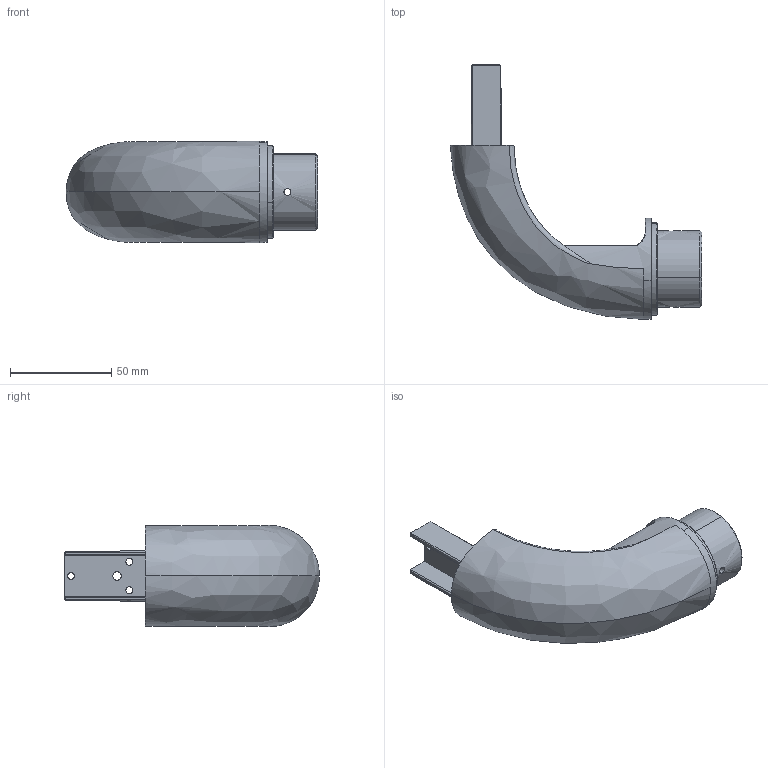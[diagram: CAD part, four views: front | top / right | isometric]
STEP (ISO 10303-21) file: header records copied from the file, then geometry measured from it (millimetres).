
FILE_DESCRIPTION(/* description */ (''),/* implementation_level */ '2;1');
FILE_NAME(/* name */ '扶手座~1',/* time_stamp */ '2018-12-30T18:08:52+08:00',/* author */ (''),/* organization */ (''),/* preprocessor_version */ 'ST-DEVELOPER v16.5',/* originating_system */ '',/* authorisation */ '');
FILE_SCHEMA (('AUTOMOTIVE_DESIGN'));
Length unit declared in the file: millimetre
Products named in the file (1): Document
Bounding box: 124.3 x 126 x 50 mm (x, y, z)
Volume: 61874 mm3; surface area: 41506.7 mm2
Topology: 1 solids, 1 shells, 129 faces, 368 edges, 244 vertices
Faces by surface type: bspline 70, plane 59
Entity records: 6583 total; most frequent: CARTESIAN_POINT 4264, ORIENTED_EDGE 736, EDGE_CURVE 368, B_SPLINE_CURVE_WITH_KNOTS 325, VERTEX_POINT 244, EDGE_LOOP 146, ADVANCED_FACE 129, FACE_OUTER_BOUND 129
